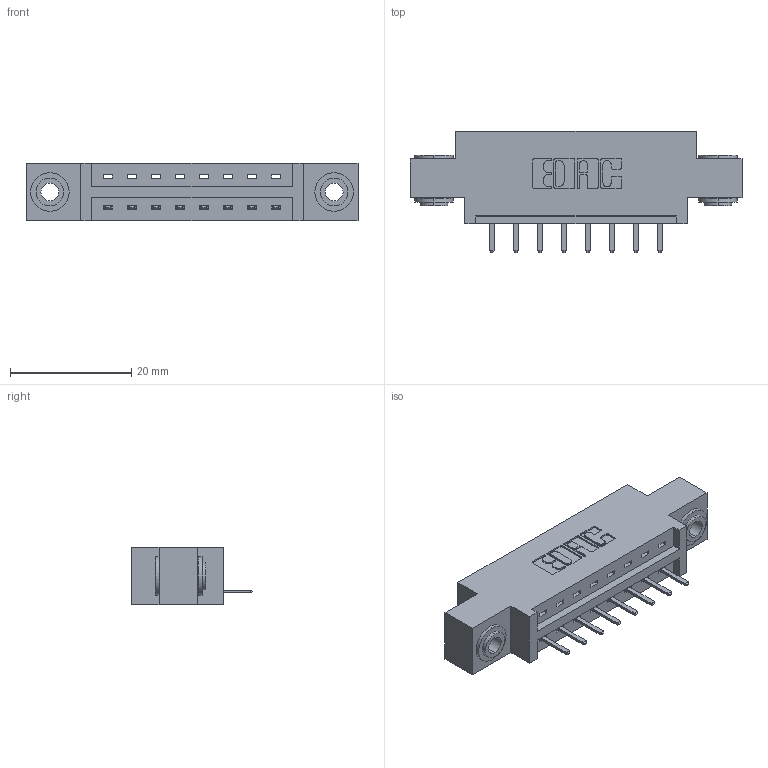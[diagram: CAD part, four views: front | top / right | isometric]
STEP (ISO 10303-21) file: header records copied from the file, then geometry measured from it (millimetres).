
FILE_DESCRIPTION (( 'STEP AP203' ), '1' );
FILE_NAME ('387-008-520-603.STEP', '2018-08-13T06:47:44', ( '' ), ( '' ), 'SwSTEP 2.0', 'SolidWorks 2016', '' );
FILE_SCHEMA (( 'CONFIG_CONTROL_DESIGN' ));
Length unit declared in the file: inch
Products named in the file (4): 345-292-001_345-293-120; 345-250-002_345-250-002-102; 387-008-520-603; 337 Part_0.170 Offset - 0.156 Dia-TH
Assembly tree (11 placements, depth 2):
  387-008-520-603
    337 Part_0.170 Offset - 0.156 Dia-TH
    345-292-001_345-293-120  x8
    345-250-002_345-250-002-102  x2
Bounding box: 54.71 x 20.02 x 9.4 mm (x, y, z)
Volume: 5139.8 mm3; surface area: 5368.8 mm2
Topology: 11 solids, 11 shells, 684 faces, 1967 edges, 1286 vertices
Faces by surface type: plane 468, cylinder 208, cone 8
Entity records: 11240 total; most frequent: CARTESIAN_POINT 1945, ORIENTED_EDGE 1870, DIRECTION 1729, EDGE_CURVE 935, LINE 779, VECTOR 779, VERTEX_POINT 618, AXIS2_PLACEMENT_3D 475
